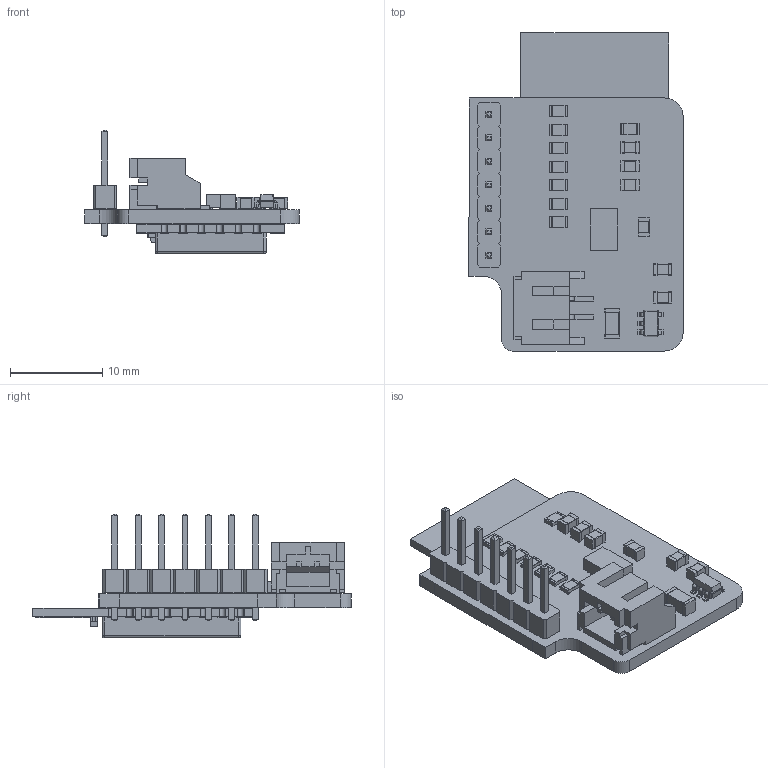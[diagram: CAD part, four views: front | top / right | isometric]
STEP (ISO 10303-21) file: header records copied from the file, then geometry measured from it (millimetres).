
FILE_DESCRIPTION(('KiCad electronic assembly'),'2;1');
FILE_NAME('RocketFlightLogger.step','2025-09-10T14:22:36',('Pcbnew'),( 'Kicad'),'Open CASCADE STEP processor 7.8','KiCad to STEP converter' ,'Unknown');
FILE_SCHEMA(('AUTOMOTIVE_DESIGN { 1 0 10303 214 1 1 1 1 }'));
Length unit declared in the file: millimetre
Products named in the file (12): RocketFlightLogger 1; C_0805_2012Metric; R_0805_2012Metric; C_1206_3216Metric; SOT-23-5; PinHeader_1x07_P2.54mm_Vertical; BMI088; Body; Pins; S2B-PH-SM4-TB_LF__SN_; ESP-12E; RocketFlightLogger_PCB
Assembly tree (23 placements, depth 3):
  RocketFlightLogger 1
    C_0805_2012Metric  x6
    R_0805_2012Metric  x8
    C_1206_3216Metric
    SOT-23-5
    PinHeader_1x07_P2.54mm_Vertical
    BMI088
      Body
      Pins
    S2B-PH-SM4-TB_LF__SN_
    ESP-12E
    RocketFlightLogger_PCB
Bounding box: 23.2 x 34.43 x 13.42 mm (x, y, z)
Volume: 2032 mm3; surface area: 3896.3 mm2
Topology: 84 solids, 84 shells, 1388 faces, 3427 edges, 2232 vertices
Faces by surface type: plane 1020, cylinder 335, bspline 29, sphere 4
Full cylindrical faces by diameter (mm): 0.65 x16, 0.7 x16, 1 x7
Entity records: 37287 total; most frequent: CARTESIAN_POINT 5584, ORIENTED_EDGE 5174, DIRECTION 5099, EDGE_CURVE 2587, LINE 2117, VECTOR 2117, VERTEX_POINT 1684, AXIS2_PLACEMENT_3D 1491
